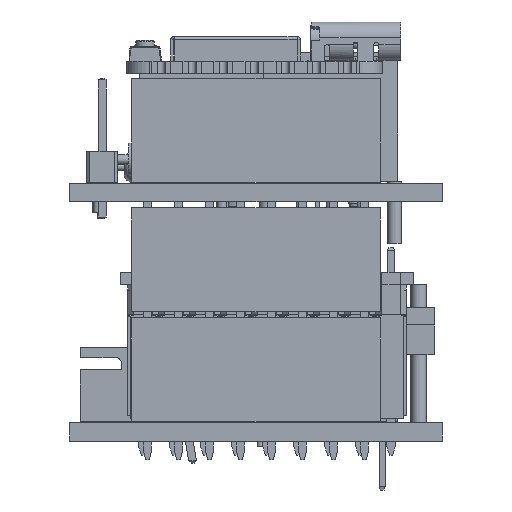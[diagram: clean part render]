
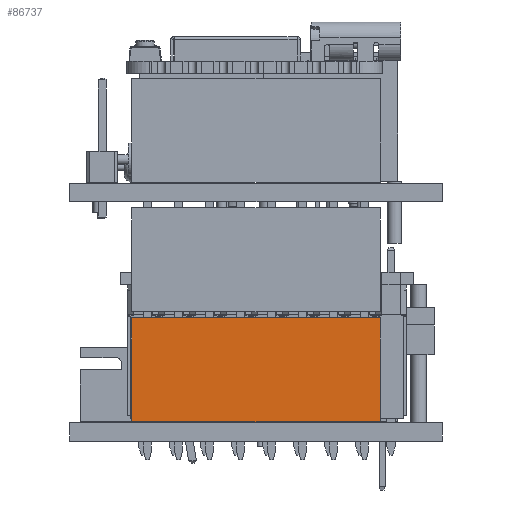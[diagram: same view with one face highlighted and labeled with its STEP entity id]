
A CAD part, left-side view. The second image highlights one B-rep face of the part: STEP entity #86737.
In plain terms, the highlighted planar face has unit normal (-1, 0, 0).
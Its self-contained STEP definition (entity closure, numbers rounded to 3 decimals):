
#5156=PLANE('',#92350);
#9212=FACE_OUTER_BOUND('',#14328,.T.);
#14328=EDGE_LOOP('',(#69203,#69204,#69205,#69206));
#23448=LINE('',#128387,#33739);
#23454=LINE('',#128400,#33745);
#23457=LINE('',#128405,#33748);
#23490=LINE('',#128471,#33781);
#33739=VECTOR('',#105055,1.);
#33745=VECTOR('',#105063,1.);
#33748=VECTOR('',#105070,1.);
#33781=VECTOR('',#105105,1.);
#42585=VERTEX_POINT('',#128375);
#42590=VERTEX_POINT('',#128385);
#42595=VERTEX_POINT('',#128397);
#42596=VERTEX_POINT('',#128399);
#52182=EDGE_CURVE('',#42585,#42590,#23448,.T.);
#52188=EDGE_CURVE('',#42595,#42596,#23454,.T.);
#52191=EDGE_CURVE('',#42596,#42590,#23457,.T.);
#52224=EDGE_CURVE('',#42595,#42585,#23490,.T.);
#69203=ORIENTED_EDGE('',*,*,#52188,.F.);
#69204=ORIENTED_EDGE('',*,*,#52224,.T.);
#69205=ORIENTED_EDGE('',*,*,#52182,.T.);
#69206=ORIENTED_EDGE('',*,*,#52191,.F.);
#86737=ADVANCED_FACE('',(#9212),#5156,.F.);
#92350=AXIS2_PLACEMENT_3D('',#128606,#105179,#105180);
#105055=DIRECTION('',(0.,0.,1.));
#105063=DIRECTION('',(0.,0.,1.));
#105070=DIRECTION('',(0.,-1.,0.));
#105105=DIRECTION('',(0.,-1.,0.));
#105179=DIRECTION('center_axis',(1.,0.,0.));
#105180=DIRECTION('ref_axis',(0.,-1.,0.));
#128375=CARTESIAN_POINT('',(-1.27,-19.05,0.));
#128385=CARTESIAN_POINT('',(-1.27,-19.05,8.5));
#128387=CARTESIAN_POINT('',(-1.27,-19.05,0.));
#128397=CARTESIAN_POINT('',(-1.27,1.27,0.));
#128399=CARTESIAN_POINT('',(-1.27,1.27,8.5));
#128400=CARTESIAN_POINT('',(-1.27,1.27,0.));
#128405=CARTESIAN_POINT('',(-1.27,1.27,8.5));
#128471=CARTESIAN_POINT('',(-1.27,1.27,0.));
#128606=CARTESIAN_POINT('Origin',(-1.27,1.27,0.));
